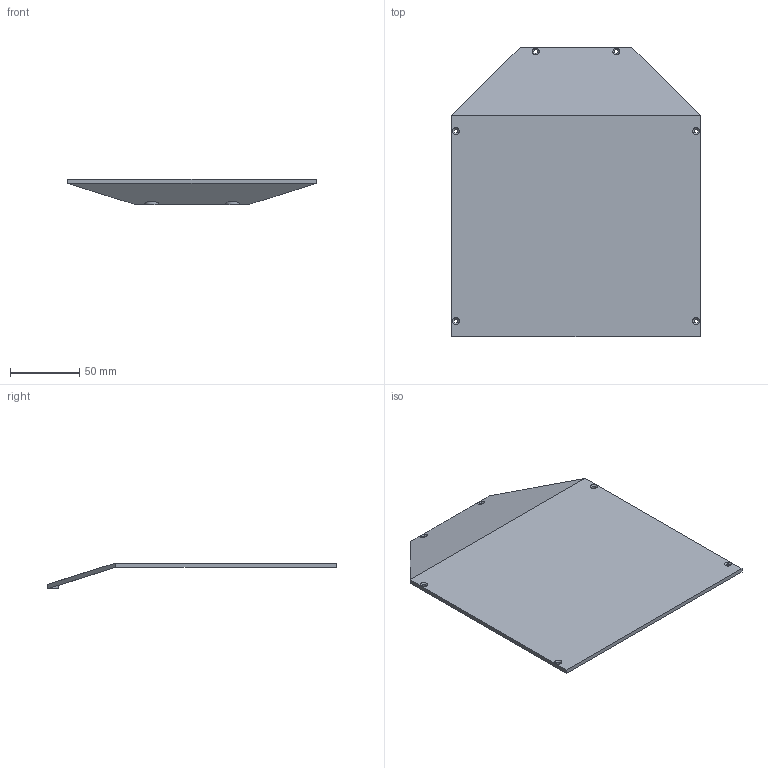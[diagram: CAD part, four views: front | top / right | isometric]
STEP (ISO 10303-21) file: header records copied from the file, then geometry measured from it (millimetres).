
FILE_DESCRIPTION(('CATIA V5 STEP Exchange'),'2;1');
FILE_NAME('Capot.stp','2019-08-01T19:08:33+00:00',('none'),('none'),'CATIA Version 5 Release 21 GA (IN-10)','CATIA V5 STEP AP203','none');
FILE_SCHEMA(('CONFIG_CONTROL_DESIGN'));
Length unit declared in the file: millimetre
Products named in the file (1): Capot
Bounding box: 180 x 209.5 x 18.6 mm (x, y, z)
Volume: 106690.5 mm3; surface area: 73477 mm2
Topology: 1 solids, 1 shells, 42 faces, 104 edges, 64 vertices
Faces by surface type: plane 16, cylinder 14, cone 8, bspline 4
Entity records: 1526 total; most frequent: CARTESIAN_POINT 539, ORIENTED_EDGE 208, DIRECTION 152, EDGE_CURVE 104, VERTEX_POINT 64, AXIS2_PLACEMENT_3D 62, VECTOR 60, LINE 60
